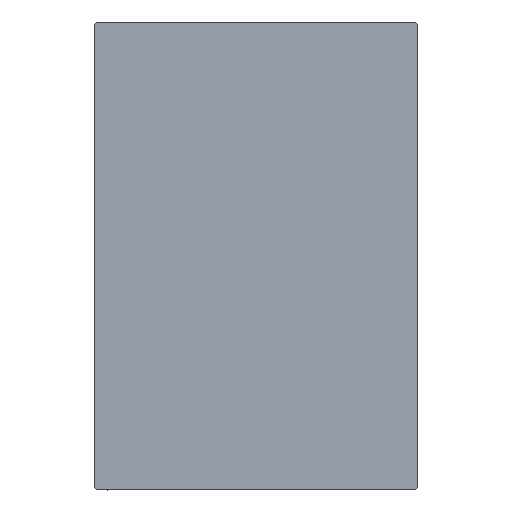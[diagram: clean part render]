
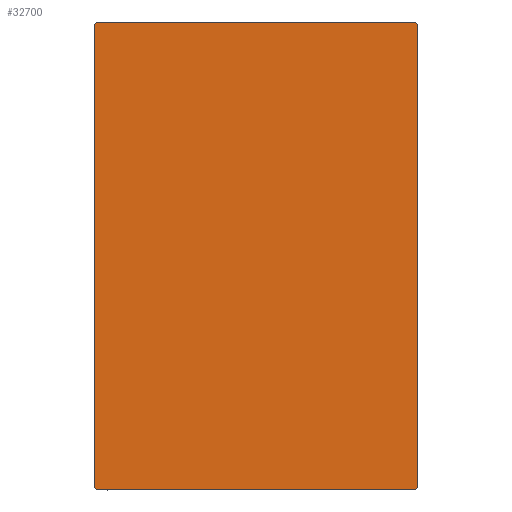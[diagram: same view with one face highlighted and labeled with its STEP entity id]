
A CAD part, left-side view. The second image highlights one B-rep face of the part: STEP entity #32700.
In plain terms, the highlighted face is planar.
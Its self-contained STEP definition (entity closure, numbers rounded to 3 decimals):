
#491 = VERTEX_POINT ( 'NONE', #31424 ) ;
#513 = DIRECTION ( 'NONE',  ( 0., 0.707, 0.707 ) ) ;
#545 = EDGE_CURVE ( 'NONE', #26982, #491, #27758, .T. ) ;
#696 = EDGE_CURVE ( 'NONE', #13324, #15847, #26648, .T. ) ;
#814 = CARTESIAN_POINT ( 'NONE',  ( 100., 22.5, -32.2 ) ) ;
#1845 = ORIENTED_EDGE ( 'NONE', *, *, #696, .T. ) ;
#2310 = LINE ( 'NONE', #42204, #11185 ) ;
#3439 = VERTEX_POINT ( 'NONE', #8167 ) ;
#3448 = DIRECTION ( 'NONE',  ( 0., 1., 0. ) ) ;
#4340 = DIRECTION ( 'NONE',  ( 0., 0., -1. ) ) ;
#5114 = LINE ( 'NONE', #24434, #24551 ) ;
#5390 = DIRECTION ( 'NONE',  ( 0., -0.707, 0.707 ) ) ;
#5414 = CARTESIAN_POINT ( 'NONE',  ( 100., 22.5, -32.5 ) ) ;
#5762 = VERTEX_POINT ( 'NONE', #39314 ) ;
#7088 = AXIS2_PLACEMENT_3D ( 'NONE', #9076, #41816, #38998 ) ;
#8167 = CARTESIAN_POINT ( 'NONE',  ( 100., -22.5, -32.2 ) ) ;
#8461 = DIRECTION ( 'NONE',  ( 0., 0., 1. ) ) ;
#8579 = ORIENTED_EDGE ( 'NONE', *, *, #35066, .T. ) ;
#9076 = CARTESIAN_POINT ( 'NONE',  ( 100., 0., 0. ) ) ;
#9215 = EDGE_CURVE ( 'NONE', #38632, #3439, #13453, .T. ) ;
#9522 = VECTOR ( 'NONE', #4340, 1000. ) ;
#10633 = EDGE_CURVE ( 'NONE', #15847, #26982, #29999, .T. ) ;
#11185 = VECTOR ( 'NONE', #19426, 1000. ) ;
#11439 = CARTESIAN_POINT ( 'NONE',  ( 100., 22.2, -32.5 ) ) ;
#13324 = VERTEX_POINT ( 'NONE', #41411 ) ;
#13453 = LINE ( 'NONE', #34037, #9522 ) ;
#13567 = VECTOR ( 'NONE', #8461, 1000. ) ;
#15085 = VECTOR ( 'NONE', #513, 1000. ) ;
#15403 = CARTESIAN_POINT ( 'NONE',  ( 100., -22.5, 32.2 ) ) ;
#15847 = VERTEX_POINT ( 'NONE', #11439 ) ;
#16623 = ORIENTED_EDGE ( 'NONE', *, *, #10633, .T. ) ;
#17490 = DIRECTION ( 'NONE',  ( 0., 0.707, -0.707 ) ) ;
#18339 = CARTESIAN_POINT ( 'NONE',  ( 100., -27.35, 27.35 ) ) ;
#18611 = FACE_OUTER_BOUND ( 'NONE', #28481, .T. ) ;
#18902 = VECTOR ( 'NONE', #5390, 1000. ) ;
#19426 = DIRECTION ( 'NONE',  ( 0., -1., 0. ) ) ;
#20557 = CARTESIAN_POINT ( 'NONE',  ( 100., -22.5, -32.5 ) ) ;
#21873 = LINE ( 'NONE', #35105, #18902 ) ;
#22881 = ORIENTED_EDGE ( 'NONE', *, *, #545, .T. ) ;
#24434 = CARTESIAN_POINT ( 'NONE',  ( 100., -27.35, -27.35 ) ) ;
#24551 = VECTOR ( 'NONE', #17490, 1000. ) ;
#25577 = EDGE_CURVE ( 'NONE', #5762, #33024, #2310, .T. ) ;
#26648 = LINE ( 'NONE', #20557, #37055 ) ;
#26982 = VERTEX_POINT ( 'NONE', #814 ) ;
#27296 = CARTESIAN_POINT ( 'NONE',  ( 100., -22.2, 32.5 ) ) ;
#27754 = ORIENTED_EDGE ( 'NONE', *, *, #25577, .T. ) ;
#27758 = LINE ( 'NONE', #5414, #13567 ) ;
#28481 = EDGE_LOOP ( 'NONE', ( #1845, #16623, #22881, #8579, #27754, #29238, #35113, #37667 ) ) ;
#28929 = EDGE_CURVE ( 'NONE', #33024, #38632, #31552, .T. ) ;
#29224 = PLANE ( 'NONE',  #7088 ) ;
#29238 = ORIENTED_EDGE ( 'NONE', *, *, #28929, .T. ) ;
#29999 = LINE ( 'NONE', #36522, #15085 ) ;
#31424 = CARTESIAN_POINT ( 'NONE',  ( 100., 22.5, 32.2 ) ) ;
#31552 = LINE ( 'NONE', #18339, #34802 ) ;
#32700 = ADVANCED_FACE ( 'NONE', ( #18611 ), #29224, .T. ) ;
#33024 = VERTEX_POINT ( 'NONE', #27296 ) ;
#34037 = CARTESIAN_POINT ( 'NONE',  ( 100., -22.5, 32.5 ) ) ;
#34802 = VECTOR ( 'NONE', #38296, 1000. ) ;
#35066 = EDGE_CURVE ( 'NONE', #491, #5762, #21873, .T. ) ;
#35105 = CARTESIAN_POINT ( 'NONE',  ( 100., 27.35, 27.35 ) ) ;
#35113 = ORIENTED_EDGE ( 'NONE', *, *, #9215, .T. ) ;
#36522 = CARTESIAN_POINT ( 'NONE',  ( 100., 27.35, -27.35 ) ) ;
#37055 = VECTOR ( 'NONE', #3448, 1000. ) ;
#37667 = ORIENTED_EDGE ( 'NONE', *, *, #39183, .T. ) ;
#38296 = DIRECTION ( 'NONE',  ( 0., -0.707, -0.707 ) ) ;
#38632 = VERTEX_POINT ( 'NONE', #15403 ) ;
#38998 = DIRECTION ( 'NONE',  ( 0., 0., -1. ) ) ;
#39183 = EDGE_CURVE ( 'NONE', #3439, #13324, #5114, .T. ) ;
#39314 = CARTESIAN_POINT ( 'NONE',  ( 100., 22.2, 32.5 ) ) ;
#41411 = CARTESIAN_POINT ( 'NONE',  ( 100., -22.2, -32.5 ) ) ;
#41816 = DIRECTION ( 'NONE',  ( 1., 0., 0. ) ) ;
#42204 = CARTESIAN_POINT ( 'NONE',  ( 100., 22.5, 32.5 ) ) ;
